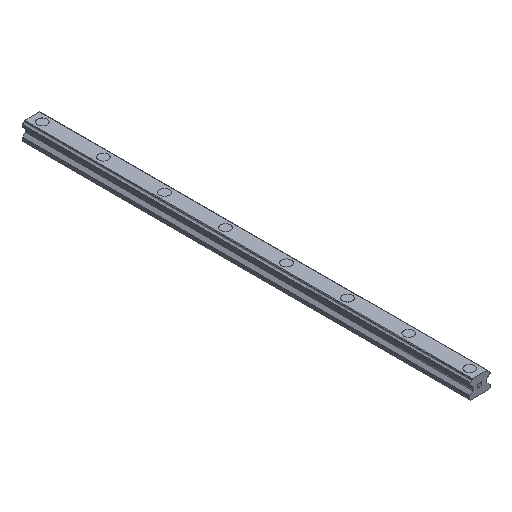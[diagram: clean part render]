
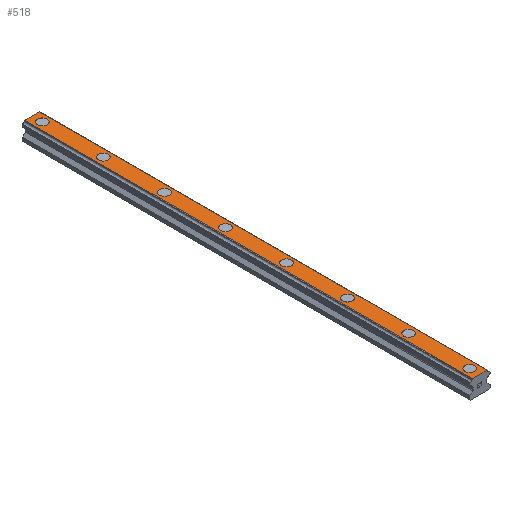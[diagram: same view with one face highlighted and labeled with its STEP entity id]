
A CAD part, isometric view. The second image highlights one B-rep face of the part: STEP entity #518.
In plain terms, the highlighted planar face has unit normal (0, 0, 1).
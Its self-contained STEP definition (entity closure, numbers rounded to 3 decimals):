
#518=ADVANCED_FACE('',(#1063,#1064,#1065,#1066,#1067,#1068,#1069,#1070,#1071),#1072,.T.);
#1063=FACE_BOUND('',#1636,.T.);
#1064=FACE_BOUND('',#1637,.T.);
#1065=FACE_BOUND('',#1638,.T.);
#1066=FACE_BOUND('',#1639,.T.);
#1067=FACE_BOUND('',#1640,.T.);
#1068=FACE_BOUND('',#1641,.T.);
#1069=FACE_BOUND('',#1642,.T.);
#1070=FACE_BOUND('',#1643,.T.);
#1071=FACE_OUTER_BOUND('',#1644,.T.);
#1072=PLANE('',#1645);
#1636=EDGE_LOOP('',(#3122,#3123));
#1637=EDGE_LOOP('',(#3124,#3125));
#1638=EDGE_LOOP('',(#3126,#3127));
#1639=EDGE_LOOP('',(#3128,#3129));
#1640=EDGE_LOOP('',(#3130,#3131));
#1641=EDGE_LOOP('',(#3132,#3133));
#1642=EDGE_LOOP('',(#3134,#3135));
#1643=EDGE_LOOP('',(#3136,#3137));
#1644=EDGE_LOOP('',(#3138,#3139,#3140,#3141));
#1645=AXIS2_PLACEMENT_3D('',#3142,#3143,#3144);
#3122=ORIENTED_EDGE('',*,*,#3407,.T.);
#3123=ORIENTED_EDGE('',*,*,#3825,.T.);
#3124=ORIENTED_EDGE('',*,*,#3397,.T.);
#3125=ORIENTED_EDGE('',*,*,#3831,.T.);
#3126=ORIENTED_EDGE('',*,*,#3387,.T.);
#3127=ORIENTED_EDGE('',*,*,#3837,.T.);
#3128=ORIENTED_EDGE('',*,*,#3377,.T.);
#3129=ORIENTED_EDGE('',*,*,#3843,.T.);
#3130=ORIENTED_EDGE('',*,*,#3367,.T.);
#3131=ORIENTED_EDGE('',*,*,#3849,.T.);
#3132=ORIENTED_EDGE('',*,*,#3357,.T.);
#3133=ORIENTED_EDGE('',*,*,#3855,.T.);
#3134=ORIENTED_EDGE('',*,*,#3347,.T.);
#3135=ORIENTED_EDGE('',*,*,#3861,.T.);
#3136=ORIENTED_EDGE('',*,*,#3337,.T.);
#3137=ORIENTED_EDGE('',*,*,#3867,.T.);
#3138=ORIENTED_EDGE('',*,*,#3804,.T.);
#3139=ORIENTED_EDGE('',*,*,#3914,.F.);
#3140=ORIENTED_EDGE('',*,*,#3674,.F.);
#3141=ORIENTED_EDGE('',*,*,#3912,.T.);
#3142=CARTESIAN_POINT('',(0.0,440.0,17.5));
#3143=DIRECTION('',(0.0,0.0,1.0));
#3144=DIRECTION('',(-1.0,0.0,-0.0));
#3337=EDGE_CURVE('',#3970,#3967,#3971,.T.);
#3347=EDGE_CURVE('',#3988,#3985,#3989,.T.);
#3357=EDGE_CURVE('',#4006,#4003,#4007,.T.);
#3367=EDGE_CURVE('',#4024,#4021,#4025,.T.);
#3377=EDGE_CURVE('',#4042,#4039,#4043,.T.);
#3387=EDGE_CURVE('',#4060,#4057,#4061,.T.);
#3397=EDGE_CURVE('',#4078,#4075,#4079,.T.);
#3407=EDGE_CURVE('',#4096,#4093,#4097,.T.);
#3674=EDGE_CURVE('',#4493,#4495,#4496,.T.);
#3804=EDGE_CURVE('',#4710,#4708,#4711,.T.);
#3825=EDGE_CURVE('',#4093,#4096,#4750,.T.);
#3831=EDGE_CURVE('',#4075,#4078,#4756,.T.);
#3837=EDGE_CURVE('',#4057,#4060,#4762,.T.);
#3843=EDGE_CURVE('',#4039,#4042,#4768,.T.);
#3849=EDGE_CURVE('',#4021,#4024,#4774,.T.);
#3855=EDGE_CURVE('',#4003,#4006,#4780,.T.);
#3861=EDGE_CURVE('',#3985,#3988,#4786,.T.);
#3867=EDGE_CURVE('',#3967,#3970,#4792,.T.);
#3912=EDGE_CURVE('',#4493,#4710,#4837,.T.);
#3914=EDGE_CURVE('',#4495,#4708,#4839,.T.);
#3967=VERTEX_POINT('',#4894);
#3970=VERTEX_POINT('',#4898);
#3971=CIRCLE('',#4899,4.75);
#3985=VERTEX_POINT('',#4916);
#3988=VERTEX_POINT('',#4920);
#3989=CIRCLE('',#4921,4.75);
#4003=VERTEX_POINT('',#4938);
#4006=VERTEX_POINT('',#4942);
#4007=CIRCLE('',#4943,4.75);
#4021=VERTEX_POINT('',#4960);
#4024=VERTEX_POINT('',#4964);
#4025=CIRCLE('',#4965,4.75);
#4039=VERTEX_POINT('',#4982);
#4042=VERTEX_POINT('',#4986);
#4043=CIRCLE('',#4987,4.75);
#4057=VERTEX_POINT('',#5004);
#4060=VERTEX_POINT('',#5008);
#4061=CIRCLE('',#5009,4.75);
#4075=VERTEX_POINT('',#5026);
#4078=VERTEX_POINT('',#5030);
#4079=CIRCLE('',#5031,4.75);
#4093=VERTEX_POINT('',#5048);
#4096=VERTEX_POINT('',#5052);
#4097=CIRCLE('',#5053,4.75);
#4493=VERTEX_POINT('',#5589);
#4495=VERTEX_POINT('',#5592);
#4496=LINE('',#5593,#5594);
#4708=VERTEX_POINT('',#5888);
#4710=VERTEX_POINT('',#5891);
#4711=LINE('',#5892,#5893);
#4750=CIRCLE('',#5940,4.75);
#4756=CIRCLE('',#5946,4.75);
#4762=CIRCLE('',#5952,4.75);
#4768=CIRCLE('',#5958,4.75);
#4774=CIRCLE('',#5964,4.75);
#4780=CIRCLE('',#5970,4.75);
#4786=CIRCLE('',#5976,4.75);
#4792=CIRCLE('',#5982,4.75);
#4837=LINE('',#6047,#6048);
#4839=LINE('',#6050,#6051);
#4894=CARTESIAN_POINT('',(4.75,10.0,17.5));
#4898=CARTESIAN_POINT('',(-4.75,10.0,17.5));
#4899=AXIS2_PLACEMENT_3D('',#6123,#6124,#6125);
#4916=CARTESIAN_POINT('',(4.75,70.0,17.5));
#4920=CARTESIAN_POINT('',(-4.75,70.0,17.5));
#4921=AXIS2_PLACEMENT_3D('',#6139,#6140,#6141);
#4938=CARTESIAN_POINT('',(4.75,130.0,17.5));
#4942=CARTESIAN_POINT('',(-4.75,130.0,17.5));
#4943=AXIS2_PLACEMENT_3D('',#6155,#6156,#6157);
#4960=CARTESIAN_POINT('',(4.75,190.0,17.5));
#4964=CARTESIAN_POINT('',(-4.75,190.0,17.5));
#4965=AXIS2_PLACEMENT_3D('',#6171,#6172,#6173);
#4982=CARTESIAN_POINT('',(4.75,250.0,17.5));
#4986=CARTESIAN_POINT('',(-4.75,250.0,17.5));
#4987=AXIS2_PLACEMENT_3D('',#6187,#6188,#6189);
#5004=CARTESIAN_POINT('',(4.75,310.0,17.5));
#5008=CARTESIAN_POINT('',(-4.75,310.0,17.5));
#5009=AXIS2_PLACEMENT_3D('',#6203,#6204,#6205);
#5026=CARTESIAN_POINT('',(4.75,370.0,17.5));
#5030=CARTESIAN_POINT('',(-4.75,370.0,17.5));
#5031=AXIS2_PLACEMENT_3D('',#6219,#6220,#6221);
#5048=CARTESIAN_POINT('',(4.75,430.0,17.5));
#5052=CARTESIAN_POINT('',(-4.75,430.0,17.5));
#5053=AXIS2_PLACEMENT_3D('',#6235,#6236,#6237);
#5589=CARTESIAN_POINT('',(-7.231,440.0,17.5));
#5592=CARTESIAN_POINT('',(7.231,440.0,17.5));
#5593=CARTESIAN_POINT('',(-7.231,440.0,17.5));
#5594=VECTOR('',#6535,1.0);
#5888=CARTESIAN_POINT('',(7.231,0.0,17.5));
#5891=CARTESIAN_POINT('',(-7.231,0.0,17.5));
#5892=CARTESIAN_POINT('',(-7.231,0.0,17.5));
#5893=VECTOR('',#6685,1.0);
#5940=AXIS2_PLACEMENT_3D('',#6727,#6728,#6729);
#5946=AXIS2_PLACEMENT_3D('',#6736,#6737,#6738);
#5952=AXIS2_PLACEMENT_3D('',#6745,#6746,#6747);
#5958=AXIS2_PLACEMENT_3D('',#6754,#6755,#6756);
#5964=AXIS2_PLACEMENT_3D('',#6763,#6764,#6765);
#5970=AXIS2_PLACEMENT_3D('',#6772,#6773,#6774);
#5976=AXIS2_PLACEMENT_3D('',#6781,#6782,#6783);
#5982=AXIS2_PLACEMENT_3D('',#6790,#6791,#6792);
#6047=CARTESIAN_POINT('',(-7.231,440.0,17.5));
#6048=VECTOR('',#6819,1.0);
#6050=CARTESIAN_POINT('',(7.231,440.0,17.5));
#6051=VECTOR('',#6820,1.0);
#6123=CARTESIAN_POINT('',(0.0,10.0,17.5));
#6124=DIRECTION('',(0.0,0.0,-1.0));
#6125=DIRECTION('',(1.0,0.0,0.0));
#6139=CARTESIAN_POINT('',(0.0,70.0,17.5));
#6140=DIRECTION('',(0.0,0.0,-1.0));
#6141=DIRECTION('',(1.0,0.0,0.0));
#6155=CARTESIAN_POINT('',(0.0,130.0,17.5));
#6156=DIRECTION('',(0.0,0.0,-1.0));
#6157=DIRECTION('',(1.0,0.0,0.0));
#6171=CARTESIAN_POINT('',(0.0,190.0,17.5));
#6172=DIRECTION('',(0.0,0.0,-1.0));
#6173=DIRECTION('',(1.0,0.0,0.0));
#6187=CARTESIAN_POINT('',(0.0,250.0,17.5));
#6188=DIRECTION('',(0.0,0.0,-1.0));
#6189=DIRECTION('',(1.0,0.0,0.0));
#6203=CARTESIAN_POINT('',(0.0,310.0,17.5));
#6204=DIRECTION('',(0.0,0.0,-1.0));
#6205=DIRECTION('',(1.0,0.0,0.0));
#6219=CARTESIAN_POINT('',(0.0,370.0,17.5));
#6220=DIRECTION('',(0.0,0.0,-1.0));
#6221=DIRECTION('',(1.0,0.0,0.0));
#6235=CARTESIAN_POINT('',(0.0,430.0,17.5));
#6236=DIRECTION('',(0.0,0.0,-1.0));
#6237=DIRECTION('',(1.0,0.0,0.0));
#6535=DIRECTION('',(1.0,0.0,0.0));
#6685=DIRECTION('',(1.0,0.0,0.0));
#6727=CARTESIAN_POINT('',(0.0,430.0,17.5));
#6728=DIRECTION('',(0.0,0.0,-1.0));
#6729=DIRECTION('',(1.0,0.0,0.0));
#6736=CARTESIAN_POINT('',(0.0,370.0,17.5));
#6737=DIRECTION('',(0.0,0.0,-1.0));
#6738=DIRECTION('',(1.0,0.0,0.0));
#6745=CARTESIAN_POINT('',(0.0,310.0,17.5));
#6746=DIRECTION('',(0.0,0.0,-1.0));
#6747=DIRECTION('',(1.0,0.0,0.0));
#6754=CARTESIAN_POINT('',(0.0,250.0,17.5));
#6755=DIRECTION('',(0.0,0.0,-1.0));
#6756=DIRECTION('',(1.0,0.0,0.0));
#6763=CARTESIAN_POINT('',(0.0,190.0,17.5));
#6764=DIRECTION('',(0.0,0.0,-1.0));
#6765=DIRECTION('',(1.0,0.0,0.0));
#6772=CARTESIAN_POINT('',(0.0,130.0,17.5));
#6773=DIRECTION('',(0.0,0.0,-1.0));
#6774=DIRECTION('',(1.0,0.0,0.0));
#6781=CARTESIAN_POINT('',(0.0,70.0,17.5));
#6782=DIRECTION('',(0.0,0.0,-1.0));
#6783=DIRECTION('',(1.0,0.0,0.0));
#6790=CARTESIAN_POINT('',(0.0,10.0,17.5));
#6791=DIRECTION('',(0.0,0.0,-1.0));
#6792=DIRECTION('',(1.0,0.0,0.0));
#6819=DIRECTION('',(0.0,-1.0,0.0));
#6820=DIRECTION('',(0.0,-1.0,0.0));
